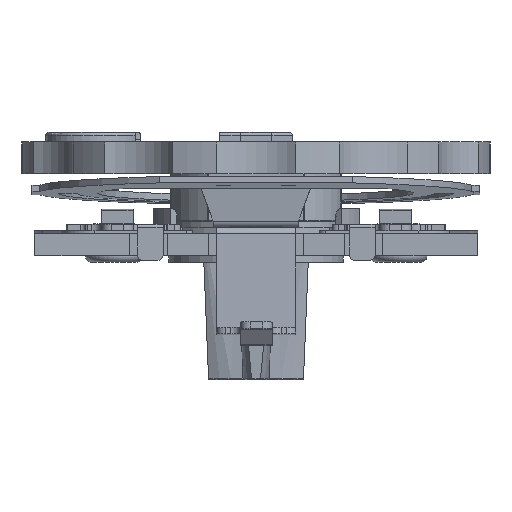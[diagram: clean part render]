
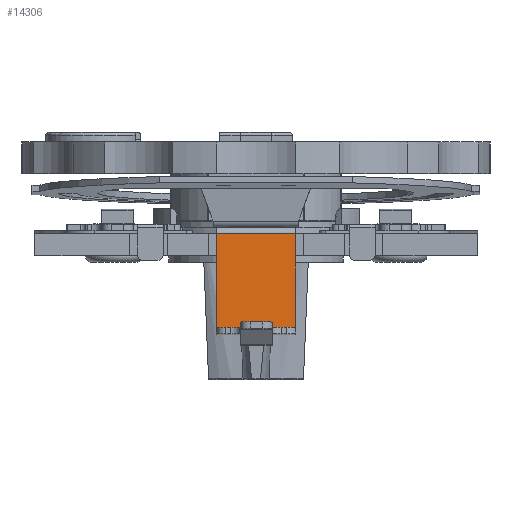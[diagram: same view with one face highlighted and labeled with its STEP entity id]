
A CAD part, front view. The second image highlights one B-rep face of the part: STEP entity #14306.
In plain terms, the highlighted face is planar.
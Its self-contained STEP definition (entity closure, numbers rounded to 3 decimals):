
#513 = DIRECTION ( 'NONE',  ( 0., 0., 1. ) ) ;
#1445 = LINE ( 'NONE', #21546, #23349 ) ;
#1678 = PLANE ( 'NONE',  #13308 ) ;
#1918 = CARTESIAN_POINT ( 'NONE',  ( -2.086, -3., -1.254 ) ) ;
#2501 = VERTEX_POINT ( 'NONE', #3595 ) ;
#3595 = CARTESIAN_POINT ( 'NONE',  ( -2.086, -3., 1.254 ) ) ;
#5594 = CARTESIAN_POINT ( 'NONE',  ( -2.086, 0., 1.254 ) ) ;
#5977 = VECTOR ( 'NONE', #513, 1000. ) ;
#7888 = LINE ( 'NONE', #21678, #18402 ) ;
#8462 = ORIENTED_EDGE ( 'NONE', *, *, #14463, .T. ) ;
#8470 = DIRECTION ( 'NONE',  ( 0., 0., -1. ) ) ;
#8528 = EDGE_CURVE ( 'NONE', #2501, #20959, #1445, .T. ) ;
#8621 = DIRECTION ( 'NONE',  ( 0., 1., 0. ) ) ;
#9267 = DIRECTION ( 'NONE',  ( 0., -1., 0. ) ) ;
#10362 = LINE ( 'NONE', #11737, #5977 ) ;
#10768 = VECTOR ( 'NONE', #23614, 1000. ) ;
#11370 = EDGE_LOOP ( 'NONE', ( #8462, #16304, #20204, #20769 ) ) ;
#11737 = CARTESIAN_POINT ( 'NONE',  ( -2.086, 0., -1.254 ) ) ;
#11849 = VERTEX_POINT ( 'NONE', #20957 ) ;
#11944 = LINE ( 'NONE', #18010, #10768 ) ;
#12085 = EDGE_CURVE ( 'NONE', #19524, #2501, #11944, .T. ) ;
#13308 = AXIS2_PLACEMENT_3D ( 'NONE', #14821, #20459, #9267 ) ;
#14306 = ADVANCED_FACE ( 'NONE', ( #15046 ), #1678, .F. ) ;
#14463 = EDGE_CURVE ( 'NONE', #11849, #19524, #10362, .T. ) ;
#14821 = CARTESIAN_POINT ( 'NONE',  ( -2.086, 0., 0. ) ) ;
#15046 = FACE_OUTER_BOUND ( 'NONE', #11370, .T. ) ;
#16304 = ORIENTED_EDGE ( 'NONE', *, *, #12085, .T. ) ;
#18010 = CARTESIAN_POINT ( 'NONE',  ( -2.086, 0., 1.254 ) ) ;
#18182 = EDGE_CURVE ( 'NONE', #20959, #11849, #7888, .T. ) ;
#18402 = VECTOR ( 'NONE', #8621, 1000. ) ;
#19524 = VERTEX_POINT ( 'NONE', #5594 ) ;
#20204 = ORIENTED_EDGE ( 'NONE', *, *, #8528, .T. ) ;
#20459 = DIRECTION ( 'NONE',  ( -1., 0., 0. ) ) ;
#20769 = ORIENTED_EDGE ( 'NONE', *, *, #18182, .T. ) ;
#20957 = CARTESIAN_POINT ( 'NONE',  ( -2.086, 0., -1.254 ) ) ;
#20959 = VERTEX_POINT ( 'NONE', #1918 ) ;
#21546 = CARTESIAN_POINT ( 'NONE',  ( -2.086, -3., -1.254 ) ) ;
#21678 = CARTESIAN_POINT ( 'NONE',  ( -2.086, 0., -1.254 ) ) ;
#23349 = VECTOR ( 'NONE', #8470, 1000. ) ;
#23614 = DIRECTION ( 'NONE',  ( 0., -1., 0. ) ) ;
